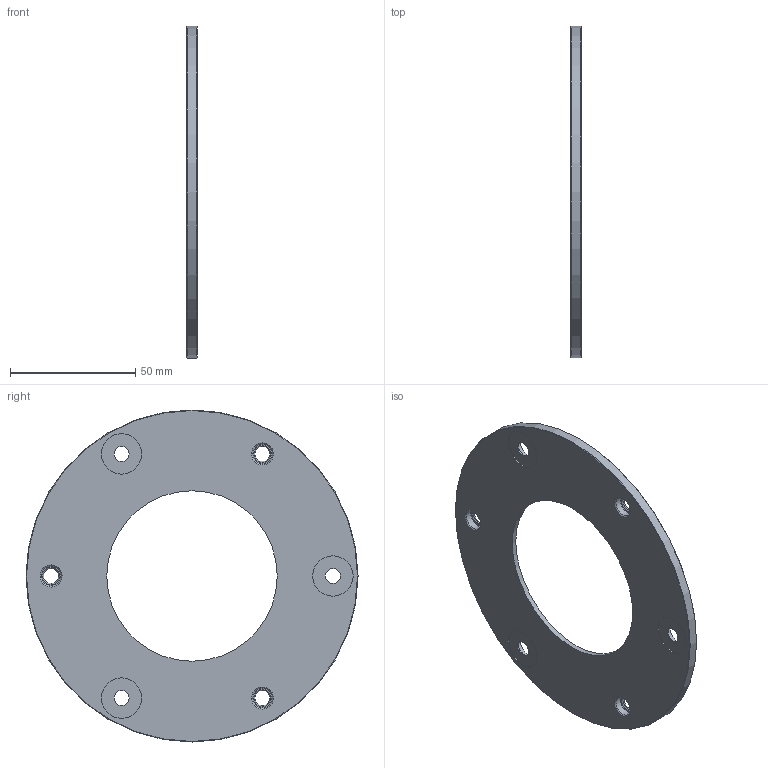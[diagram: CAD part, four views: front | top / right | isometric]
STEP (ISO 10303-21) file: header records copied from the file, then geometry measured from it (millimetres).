
FILE_DESCRIPTION (( 'STEP AP214' ), '1' );
FILE_NAME ('A2490_Carrier_Output_Holding_Ring.step', '2022-07-06T05:09:51', ( '' ), ( '' ), 'SwSTEP 2.0', 'SolidWorks 2020', '' );
FILE_SCHEMA (( 'AUTOMOTIVE_DESIGN' ));
Length unit declared in the file: millimetre
Products named in the file (1): A2490_Carrier_Output_Holding_Ring
Bounding box: 4 x 132.5 x 132.5 mm (x, y, z)
Volume: 37096.2 mm3; surface area: 23103.6 mm2
Topology: 1 solids, 1 shells, 41 faces, 78 edges, 49 vertices
Faces by surface type: cylinder 18, plane 12, cone 8, torus 3
Full cylindrical faces by diameter (mm): 6 x6, 8 x3, 11 x3, 16.1 x3, 68 x1, 76 x1, 132.5 x1
Entity records: 946 total; most frequent: DIRECTION 178, CARTESIAN_POINT 136, ORIENTED_EDGE 94, EDGE_LOOP 94, AXIS2_PLACEMENT_3D 89, FACE_OUTER_BOUND 62, VERTEX_POINT 47, CIRCLE 47
